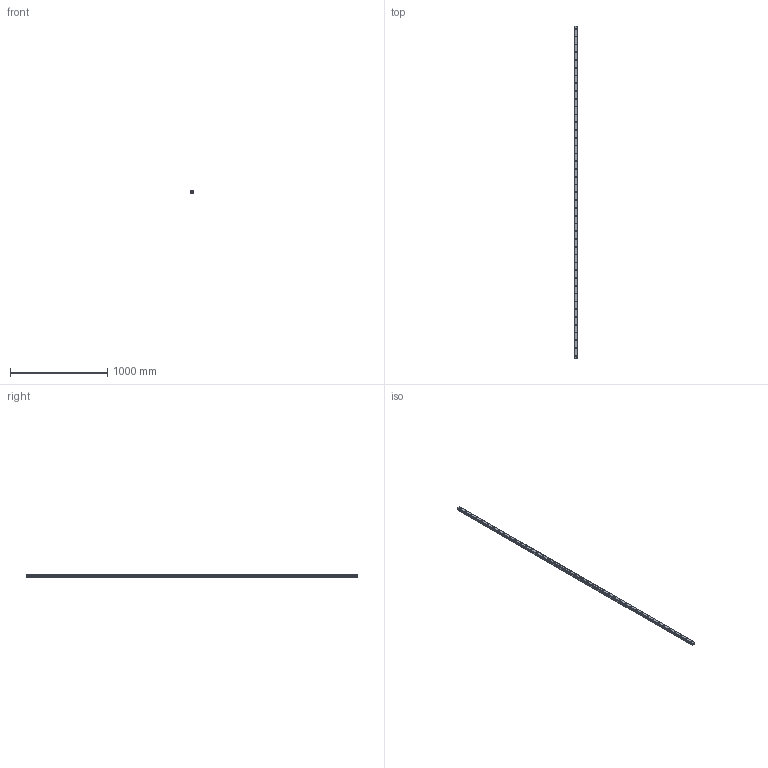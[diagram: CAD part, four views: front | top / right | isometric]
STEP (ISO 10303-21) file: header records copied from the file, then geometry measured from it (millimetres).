
FILE_DESCRIPTION(('STEP AP214'),'1');
FILE_NAME('cctmp_AE687B0D-28F8-4883-919D-DEACE128F5D9_2020_7_1_12_46_3_930..stp','2020-07-01T10:46:04',('HIWIN GmbH'),('CADClick - www.CADClick.com'),'Spatial InterOp 3D',' ','unknown authorization');
FILE_SCHEMA(('AUTOMOTIVE_DESIGN'));
Length unit declared in the file: millimetre
Products named in the file (1): HGR35R3410H_FILE
Bounding box: 34 x 3410 x 29 mm (x, y, z)
Volume: 2785576.8 mm3; surface area: 494028.5 mm2
Topology: 1 solids, 1 shells, 502 faces, 1101 edges, 734 vertices
Faces by surface type: cylinder 280, plane 222
Entity records: 18065 total; most frequent: DIRECTION 2667, CARTESIAN_POINT 2338, ORIENTED_EDGE 2202, EDGE_CURVE 1101, AXIS2_PLACEMENT_3D 1063, VERTEX_POINT 734, EDGE_LOOP 635, CIRCLE 560
